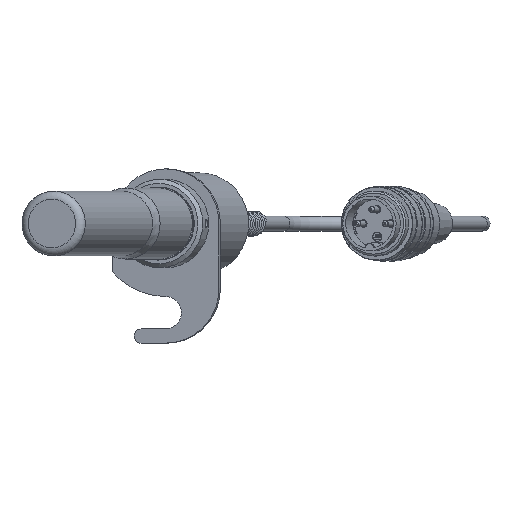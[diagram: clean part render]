
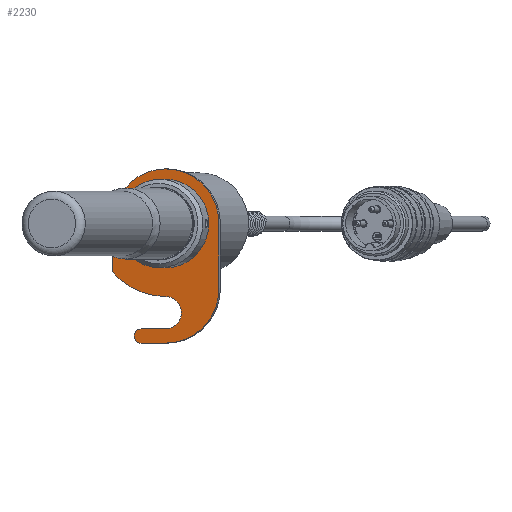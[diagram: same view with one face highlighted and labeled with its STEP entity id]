
A CAD part, left-side view. The second image highlights one B-rep face of the part: STEP entity #2230.
In plain terms, the highlighted planar face has unit normal (-0.974, 0.227, 0).
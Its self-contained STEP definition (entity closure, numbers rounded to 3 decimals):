
#116=LINE('',#6445,#223);
#122=LINE('',#6465,#229);
#126=LINE('',#6477,#233);
#130=LINE('',#6489,#237);
#223=VECTOR('',#3106,10.);
#229=VECTOR('',#3126,10.);
#233=VECTOR('',#3138,10.);
#237=VECTOR('',#3150,10.);
#351=PLANE('',#2521);
#432=FACE_BOUND('',#801,.T.);
#576=FACE_OUTER_BOUND('',#800,.T.);
#800=EDGE_LOOP('',(#1882,#1883,#1884,#1885,#1886,#1887,#1888,#1889,#1890));
#801=EDGE_LOOP('',(#1891));
#918=CIRCLE('',#2496,10.9);
#921=CIRCLE('',#2503,18.);
#923=CIRCLE('',#2506,4.);
#925=CIRCLE('',#2510,1.75);
#927=CIRCLE('',#2514,13.5);
#929=CIRCLE('',#2518,13.5);
#1103=VERTEX_POINT('',#6434);
#1106=VERTEX_POINT('',#6443);
#1107=VERTEX_POINT('',#6444);
#1110=VERTEX_POINT('',#6452);
#1112=VERTEX_POINT('',#6458);
#1114=VERTEX_POINT('',#6464);
#1116=VERTEX_POINT('',#6470);
#1118=VERTEX_POINT('',#6476);
#1120=VERTEX_POINT('',#6482);
#1122=VERTEX_POINT('',#6488);
#1350=EDGE_CURVE('',#1103,#1103,#918,.T.);
#1353=EDGE_CURVE('',#1106,#1107,#116,.T.);
#1357=EDGE_CURVE('',#1110,#1106,#921,.T.);
#1360=EDGE_CURVE('',#1112,#1110,#923,.T.);
#1363=EDGE_CURVE('',#1114,#1112,#122,.T.);
#1366=EDGE_CURVE('',#1116,#1114,#925,.T.);
#1369=EDGE_CURVE('',#1118,#1116,#126,.T.);
#1372=EDGE_CURVE('',#1120,#1118,#927,.T.);
#1375=EDGE_CURVE('',#1122,#1120,#130,.T.);
#1378=EDGE_CURVE('',#1107,#1122,#929,.T.);
#1882=ORIENTED_EDGE('',*,*,#1378,.F.);
#1883=ORIENTED_EDGE('',*,*,#1353,.F.);
#1884=ORIENTED_EDGE('',*,*,#1357,.F.);
#1885=ORIENTED_EDGE('',*,*,#1360,.F.);
#1886=ORIENTED_EDGE('',*,*,#1363,.F.);
#1887=ORIENTED_EDGE('',*,*,#1366,.F.);
#1888=ORIENTED_EDGE('',*,*,#1369,.F.);
#1889=ORIENTED_EDGE('',*,*,#1372,.F.);
#1890=ORIENTED_EDGE('',*,*,#1375,.F.);
#1891=ORIENTED_EDGE('',*,*,#1350,.T.);
#2230=ADVANCED_FACE('',(#576,#432),#351,.T.);
#2496=AXIS2_PLACEMENT_3D('',#6435,#3094,#3095);
#2503=AXIS2_PLACEMENT_3D('',#6453,#3112,#3113);
#2506=AXIS2_PLACEMENT_3D('',#6459,#3119,#3120);
#2510=AXIS2_PLACEMENT_3D('',#6471,#3131,#3132);
#2514=AXIS2_PLACEMENT_3D('',#6483,#3143,#3144);
#2518=AXIS2_PLACEMENT_3D('',#6494,#3155,#3156);
#2521=AXIS2_PLACEMENT_3D('',#6497,#3161,#3162);
#3094=DIRECTION('center_axis',(0.974,-0.227,0.));
#3095=DIRECTION('ref_axis',(-0.227,-0.974,0.));
#3106=DIRECTION('',(0.,0.,1.));
#3112=DIRECTION('center_axis',(0.974,-0.227,0.));
#3113=DIRECTION('ref_axis',(-0.17,-0.73,0.661));
#3119=DIRECTION('center_axis',(-0.974,0.227,0.));
#3120=DIRECTION('ref_axis',(0.,0.,-1.));
#3126=DIRECTION('',(-0.227,-0.974,0.));
#3131=DIRECTION('center_axis',(0.974,-0.227,0.));
#3132=DIRECTION('ref_axis',(-0.227,-0.974,0.));
#3138=DIRECTION('',(0.227,0.974,0.));
#3143=DIRECTION('center_axis',(0.974,-0.227,0.));
#3144=DIRECTION('ref_axis',(0.,0.,
1.));
#3150=DIRECTION('',(0.,0.,-1.));
#3155=DIRECTION('center_axis',(0.974,-0.227,0.));
#3156=DIRECTION('ref_axis',(0.227,0.974,0.));
#3161=DIRECTION('center_axis',(-0.974,0.227,0.));
#3162=DIRECTION('ref_axis',(-0.227,-0.974,0.));
#6434=CARTESIAN_POINT('',(-239.359,105.011,6.553));
#6435=CARTESIAN_POINT('Origin',(-241.837,94.397,6.553));
#6443=CARTESIAN_POINT('',(-238.768,107.543,-5.353));
#6444=CARTESIAN_POINT('',(-238.768,107.543,6.553));
#6445=CARTESIAN_POINT('',(-238.768,107.543,-5.353));
#6452=CARTESIAN_POINT('',(-241.837,94.397,-11.447));
#6453=CARTESIAN_POINT('Origin',(-241.837,94.397,6.553));
#6458=CARTESIAN_POINT('',(-241.837,94.397,-19.447));
#6459=CARTESIAN_POINT('Origin',(-241.837,94.397,-15.447));
#6464=CARTESIAN_POINT('',(-240.416,100.483,-19.447));
#6465=CARTESIAN_POINT('',(-240.416,100.483,-19.447));
#6470=CARTESIAN_POINT('',(-240.416,100.483,-22.947));
#6471=CARTESIAN_POINT('Origin',(-240.416,100.483,-21.197));
#6476=CARTESIAN_POINT('',(-241.837,94.397,-22.947));
#6477=CARTESIAN_POINT('',(-241.837,94.397,-22.947));
#6482=CARTESIAN_POINT('',(-244.905,81.25,-9.447));
#6483=CARTESIAN_POINT('Origin',(-241.837,94.397,-9.447));
#6488=CARTESIAN_POINT('',(-244.905,81.25,6.553));
#6489=CARTESIAN_POINT('',(-244.905,81.25,6.553));
#6494=CARTESIAN_POINT('Origin',(-241.837,94.397,6.553));
#6497=CARTESIAN_POINT('Origin',(-241.966,93.844,-3.768));
